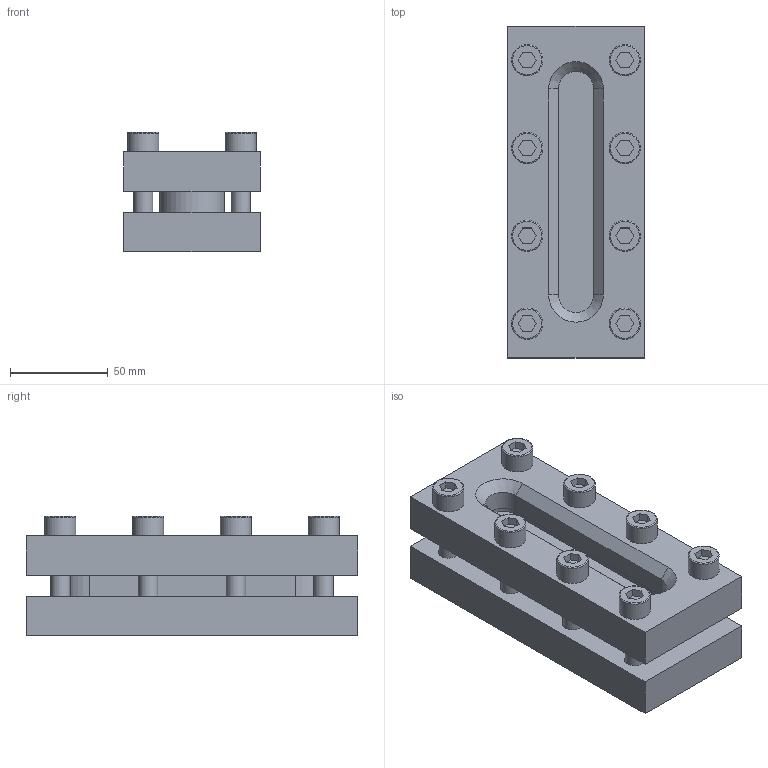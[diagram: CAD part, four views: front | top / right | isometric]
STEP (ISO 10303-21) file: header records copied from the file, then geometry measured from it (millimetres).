
FILE_DESCRIPTION(('HOOPS Exchange Step'),'2;1');
FILE_NAME('BS03_L170.stp','2025-11-27T13:04:37+01:00',('nieru'),('Unknown organisation'),'HOOPS Exchange 2024.2','HOOPS Exchange','Unknown authorisation');
FILE_SCHEMA( ('AP203_CONFIGURATION_CONTROLLED_3D_DESIGN_OF_MECHANICAL_PARTS_AND_ASSEMBLIES_MIM_LF') );
Length unit declared in the file: millimetre
Products named in the file (3): 0; root
Assembly tree (2 placements, depth 3):
  root
    0
      0
Bounding box: 70 x 170 x 61 mm (x, y, z)
Volume: 458265.7 mm3; surface area: 120600.7 mm2
Topology: 13 solids, 13 shells, 228 faces, 593 edges, 410 vertices
Faces by surface type: plane 128, cylinder 62, cone 26, torus 12
Full cylindrical faces by diameter (mm): 8.5 x8, 10 x8, 11 x8, 16 x8
Entity records: 7267 total; most frequent: CARTESIAN_POINT 1394, DIRECTION 1245, ORIENTED_EDGE 1154, EDGE_CURVE 577, AXIS2_PLACEMENT_3D 469, VERTEX_POINT 410, VECTOR 307, LINE 307
